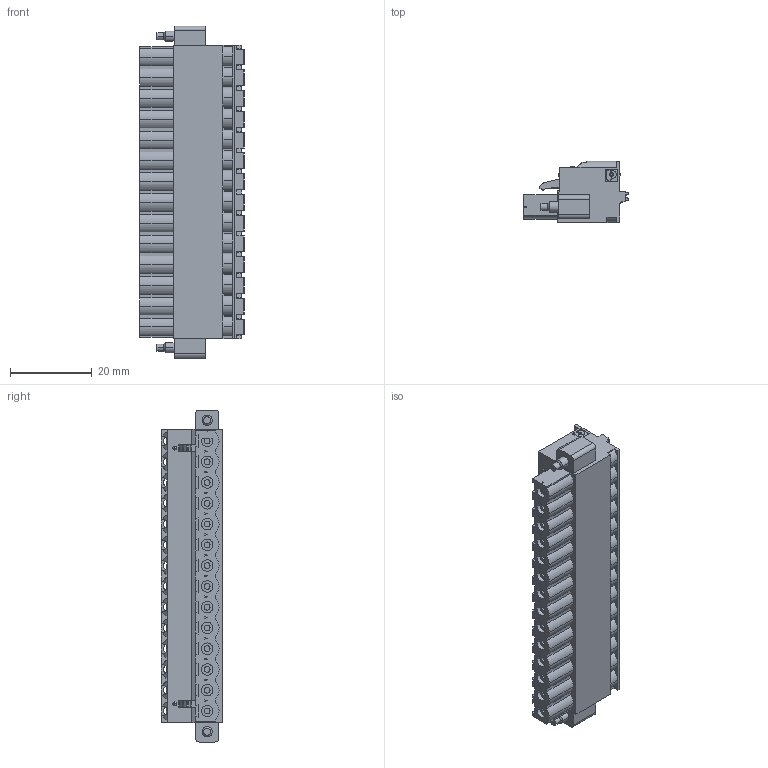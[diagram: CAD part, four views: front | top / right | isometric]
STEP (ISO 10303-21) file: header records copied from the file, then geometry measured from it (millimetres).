
FILE_DESCRIPTION(('SolidDesigner STEP Export'),'1');
FILE_NAME('fkc_2.5-14-stf-5.08.stp','2000-11-22T10:36:20',(''),(''), 'SolidDesigner STEP processor Version: 7.0(Mar 1999)for AP214(CD)(Solid Model)', 'CoCreate SolidDesigner: 08.01 19-Jun-2000(C) CoCreate Software GmbH','');
FILE_SCHEMA(('AUTOMOTIVE_DESIGN_CC2 {1 2 10303 214 -1 1 5 1}'));
Products named in the file (2): fkc_2.5-14-stf-5.08
Assembly tree (1 placements, depth 2):
  fkc_2.5-14-stf-5.08
    fkc_2.5-14-stf-5.08
Bounding box: 25.6 x 15 x 81.22 mm (x, y, z)
Volume: 17331.5 mm3; surface area: 9384.7 mm2
Topology: 1 solids, 1 shells, 1445 faces, 3700 edges, 2358 vertices
Faces by surface type: plane 804, cylinder 483, sphere 64, cone 60, torus 34
Entity records: 51718 total; most frequent: ORIENTED_EDGE 7400, CARTESIAN_POINT 6799, DIRECTION 6575, EDGE_CURVE 3700, VERTEX_POINT 2358, VECTOR 2307, LINE 2307, AXIS2_PLACEMENT_3D 2134
